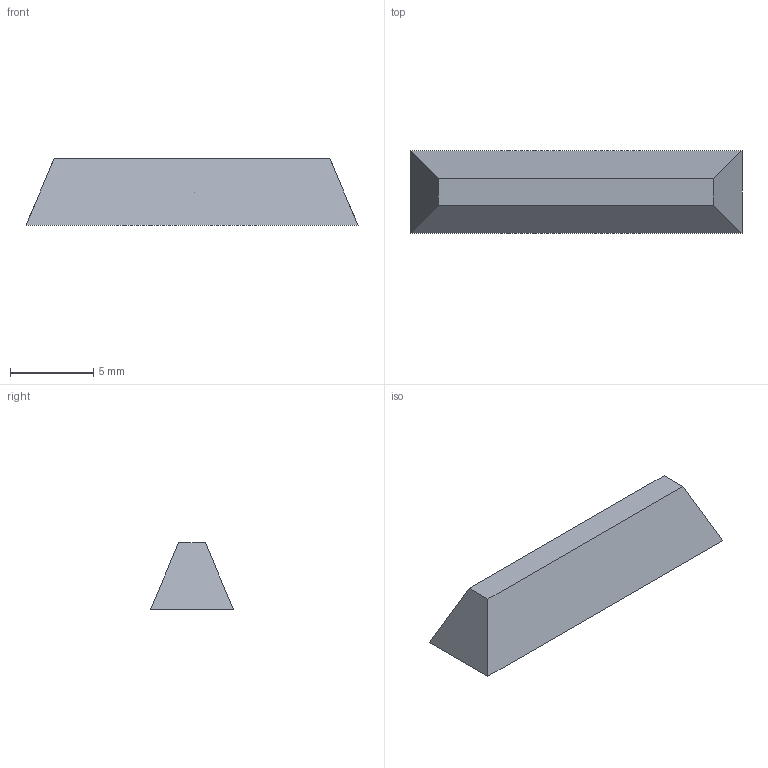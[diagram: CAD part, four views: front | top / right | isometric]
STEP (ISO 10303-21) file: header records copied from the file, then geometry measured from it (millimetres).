
FILE_DESCRIPTION(('FreeCAD Model'),'2;1');
FILE_NAME('Open CASCADE Shape Model','2024-08-31T12:41:08',(''),(''), 'Open CASCADE STEP processor 7.6','FreeCAD','Unknown');
FILE_SCHEMA(('AUTOMOTIVE_DESIGN { 1 0 10303 214 1 1 1 1 }'));
Length unit declared in the file: millimetre
Products named in the file (1): Pad
Bounding box: 20 x 5 x 4 mm (x, y, z)
Volume: 245.6 mm3; surface area: 314.4 mm2
Topology: 1 solids, 1 shells, 6 faces, 12 edges, 8 vertices
Faces by surface type: bspline 4, plane 2
Entity records: 174 total; most frequent: CARTESIAN_POINT 43, ORIENTED_EDGE 24, DIRECTION 14, EDGE_CURVE 12, VERTEX_POINT 8, LINE 8, VECTOR 8, ADVANCED_FACE 6
